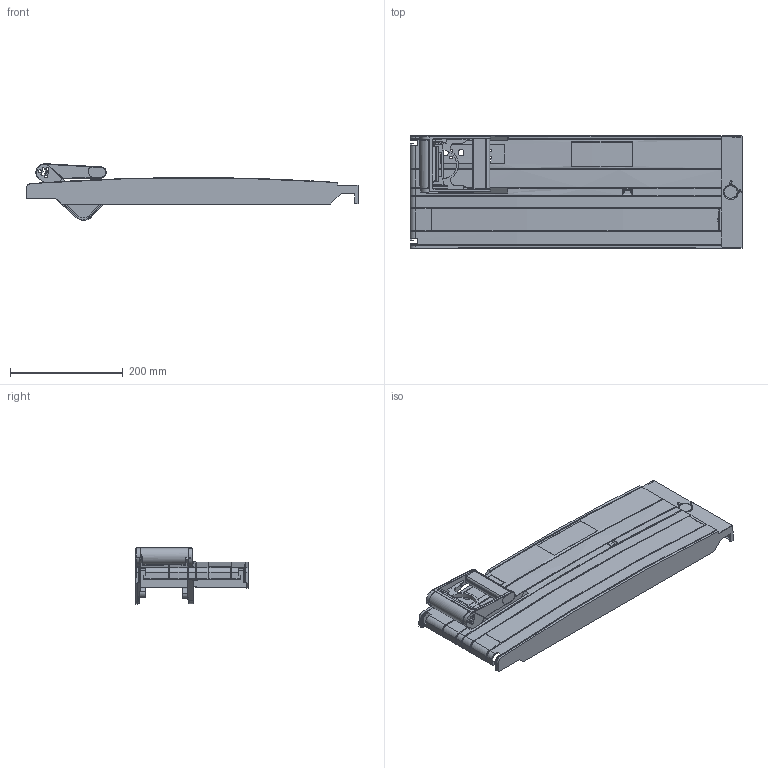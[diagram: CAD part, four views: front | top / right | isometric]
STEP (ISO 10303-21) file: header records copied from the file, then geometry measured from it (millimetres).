
FILE_DESCRIPTION((''),'2;1');
FILE_NAME('PRT0002','2023-04-18T17:19:05',('20724'),(''),'CREO PARAMETRIC BY PTC INC, 2016390','CREO PARAMETRIC BY PTC INC, 2016390','');
FILE_SCHEMA(('AUTOMOTIVE_DESIGN { 1 0 10303 214 1 1 1 1 }'));
Length unit declared in the file: millimetre
Products named in the file (1): PRT0002
Bounding box: 590 x 199.85 x 100.56 mm (x, y, z)
Volume: 4610.8 mm3; surface area: 276901.1 mm2
Topology: 1 solids, 19 shells, 653 faces, 2079 edges, 1440 vertices
Faces by surface type: plane 369, cylinder 201, bspline 32, torus 24, cone 12, extrusion 9, sphere 5, revolution 1
Entity records: 32795 total; most frequent: CARTESIAN_POINT 8606, ORIENTED_EDGE 3833, DIRECTION 3311, PRESENTATION_STYLE_ASSIGNMENT 2080, STYLED_ITEM 2080, EDGE_CURVE 2074, CURVE_STYLE 2057, VERTEX_POINT 1440
